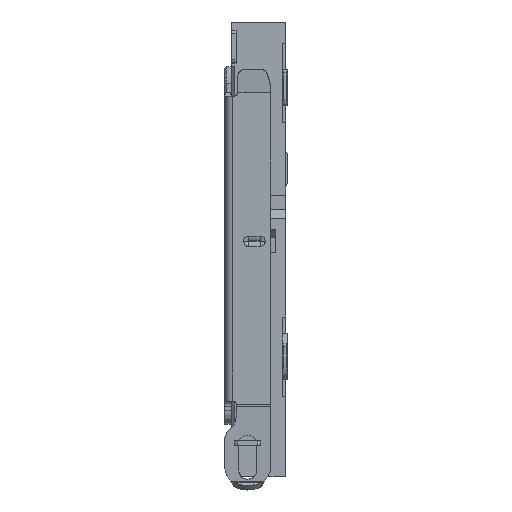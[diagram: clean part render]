
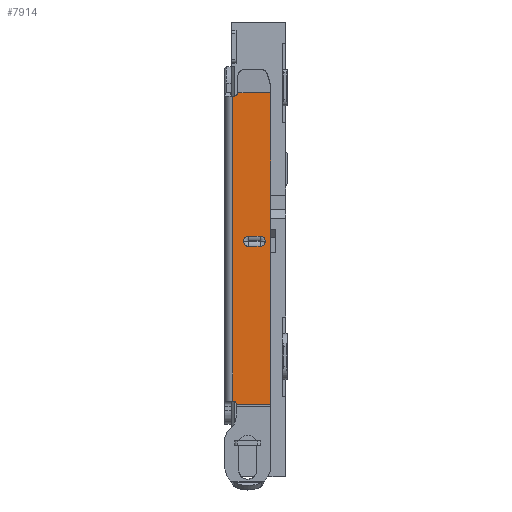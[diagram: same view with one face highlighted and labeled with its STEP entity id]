
A CAD part, left-side view. The second image highlights one B-rep face of the part: STEP entity #7914.
In plain terms, the highlighted planar face has unit normal (-1, 0, 0).
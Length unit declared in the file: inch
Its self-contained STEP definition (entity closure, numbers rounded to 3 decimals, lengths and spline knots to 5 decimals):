
#63 = AXIS2_PLACEMENT_3D ( 'NONE', #1827, #14474, #161 ) ;
#161 = DIRECTION ( 'NONE',  ( 0., 1., 0. ) ) ;
#171 = EDGE_LOOP ( 'NONE', ( #11131, #4435, #31321, #21770, #24118, #24550 ) ) ;
#269 = VERTEX_POINT ( 'NONE', #29372 ) ;
#380 = VECTOR ( 'NONE', #17252, 39.37008 ) ;
#649 = EDGE_CURVE ( 'NONE', #31961, #36717, #10871, .T. ) ;
#895 = VECTOR ( 'NONE', #12410, 39.37008 ) ;
#1494 = CIRCLE ( 'NONE', #26624, 0.00512 ) ;
#1669 = CARTESIAN_POINT ( 'NONE',  ( -0.26693, -0.31995, 0.01765 ) ) ;
#1756 = VERTEX_POINT ( 'NONE', #20170 ) ;
#1827 = CARTESIAN_POINT ( 'NONE',  ( -0.26693, -0.30518, -0.25006 ) ) ;
#2633 = PLANE ( 'NONE',  #63 ) ;
#2699 = EDGE_CURVE ( 'NONE', #19723, #20390, #13743, .T. ) ;
#3082 = CARTESIAN_POINT ( 'NONE',  ( -0.26693, -0.30617, 0.01148 ) ) ;
#3187 = ORIENTED_EDGE ( 'NONE', *, *, #649, .F. ) ;
#3252 = VERTEX_POINT ( 'NONE', #3082 ) ;
#3499 = DIRECTION ( 'NONE',  ( 0., 1., 0. ) ) ;
#4022 = CARTESIAN_POINT ( 'NONE',  ( -0.26693, -0.31995, 0.01765 ) ) ;
#4250 = CARTESIAN_POINT ( 'NONE',  ( -0.26693, -0.33274, 0.19482 ) ) ;
#4435 = ORIENTED_EDGE ( 'NONE', *, *, #30021, .T. ) ;
#4597 = CARTESIAN_POINT ( 'NONE',  ( -0.26693, -0.28746, -0.17329 ) ) ;
#5151 = DIRECTION ( 'NONE',  ( 0., 1., 0. ) ) ;
#5547 = CARTESIAN_POINT ( 'NONE',  ( -0.26693, -0.28746, -0.17723 ) ) ;
#5561 = VERTEX_POINT ( 'NONE', #17437 ) ;
#5840 = ORIENTED_EDGE ( 'NONE', *, *, #12783, .F. ) ;
#6386 = LINE ( 'NONE', #19237, #7397 ) ;
#6657 = EDGE_CURVE ( 'NONE', #1756, #31961, #21072, .T. ) ;
#7321 = DIRECTION ( 'NONE',  ( 1., 0., 0. ) ) ;
#7397 = VECTOR ( 'NONE', #3499, 39.37008 ) ;
#7722 = DIRECTION ( 'NONE',  ( 0., 1., 0. ) ) ;
#7872 = ORIENTED_EDGE ( 'NONE', *, *, #39657, .F. ) ;
#7914 = ADVANCED_FACE ( 'NONE', ( #40534, #30213 ), #2633, .T. ) ;
#7982 = CARTESIAN_POINT ( 'NONE',  ( -0.26693, -0.33274, -0.17723 ) ) ;
#8230 = VERTEX_POINT ( 'NONE', #38577 ) ;
#8244 = DIRECTION ( 'NONE',  ( 0., 0., 1. ) ) ;
#9172 = EDGE_CURVE ( 'NONE', #34916, #11830, #1494, .T. ) ;
#9508 = EDGE_CURVE ( 'NONE', #34916, #269, #25083, .T. ) ;
#9673 = EDGE_CURVE ( 'NONE', #20390, #37085, #14097, .T. ) ;
#10411 = DIRECTION ( 'NONE',  ( 1., 0., 0. ) ) ;
#10777 = AXIS2_PLACEMENT_3D ( 'NONE', #1669, #14312, #26926 ) ;
#10871 = LINE ( 'NONE', #4250, #25508 ) ;
#11131 = ORIENTED_EDGE ( 'NONE', *, *, #39318, .F. ) ;
#11725 = EDGE_CURVE ( 'NONE', #17966, #8230, #24480, .T. ) ;
#11830 = VERTEX_POINT ( 'NONE', #21180 ) ;
#12071 = VECTOR ( 'NONE', #31903, 39.37008 ) ;
#12410 = DIRECTION ( 'NONE',  ( 0., 1., 0. ) ) ;
#12783 = EDGE_CURVE ( 'NONE', #269, #1756, #22655, .T. ) ;
#12915 = CARTESIAN_POINT ( 'NONE',  ( -0.26693, -0.29337, 0.19497 ) ) ;
#13743 = CIRCLE ( 'NONE', #15062, 0.00617 ) ;
#14061 = ORIENTED_EDGE ( 'NONE', *, *, #28976, .F. ) ;
#14097 = CIRCLE ( 'NONE', #10777, 0.00617 ) ;
#14312 = DIRECTION ( 'NONE',  ( 1., 0., 0. ) ) ;
#14474 = DIRECTION ( 'NONE',  ( -1., 0., 0. ) ) ;
#14594 = EDGE_CURVE ( 'NONE', #11830, #20820, #27941, .T. ) ;
#15062 = AXIS2_PLACEMENT_3D ( 'NONE', #4022, #19757, #29505 ) ;
#15833 = LINE ( 'NONE', #19128, #39139 ) ;
#16240 = CARTESIAN_POINT ( 'NONE',  ( -0.26693, -0.29337, 0.19487 ) ) ;
#16667 = CARTESIAN_POINT ( 'NONE',  ( -0.26693, -0.28825, 0.196 ) ) ;
#17252 = DIRECTION ( 'NONE',  ( 0., 0., 1. ) ) ;
#17298 = DIRECTION ( 'NONE',  ( 0., 0., -1. ) ) ;
#17437 = CARTESIAN_POINT ( 'NONE',  ( -0.26693, -0.2914, -0.17723 ) ) ;
#17453 = DIRECTION ( 'NONE',  ( 0., 1., 0. ) ) ;
#17591 = DIRECTION ( 'NONE',  ( 1., 0., 0. ) ) ;
#17966 = VERTEX_POINT ( 'NONE', #24864 ) ;
#18028 = ORIENTED_EDGE ( 'NONE', *, *, #9172, .T. ) ;
#18070 = CARTESIAN_POINT ( 'NONE',  ( -0.26693, -0.32612, 0.01765 ) ) ;
#18627 = VECTOR ( 'NONE', #30786, 39.37008 ) ;
#18944 = CIRCLE ( 'NONE', #19627, 0.00617 ) ;
#19014 = CARTESIAN_POINT ( 'NONE',  ( -0.26693, -0.31995, 0.02383 ) ) ;
#19128 = CARTESIAN_POINT ( 'NONE',  ( -0.26693, -0.30617, 0.01148 ) ) ;
#19237 = CARTESIAN_POINT ( 'NONE',  ( -0.26693, -0.33274, -0.17723 ) ) ;
#19563 = ORIENTED_EDGE ( 'NONE', *, *, #14594, .T. ) ;
#19627 = AXIS2_PLACEMENT_3D ( 'NONE', #30043, #33515, #5151 ) ;
#19723 = VERTEX_POINT ( 'NONE', #19014 ) ;
#19757 = DIRECTION ( 'NONE',  ( 1., 0., 0. ) ) ;
#20170 = CARTESIAN_POINT ( 'NONE',  ( -0.26693, -0.29337, 0.19482 ) ) ;
#20390 = VERTEX_POINT ( 'NONE', #18070 ) ;
#20820 = VERTEX_POINT ( 'NONE', #23994 ) ;
#21072 = LINE ( 'NONE', #24781, #18627 ) ;
#21180 = CARTESIAN_POINT ( 'NONE',  ( -0.26693, -0.28825, 0.19088 ) ) ;
#21638 = DIRECTION ( 'NONE',  ( 0., -1., 0. ) ) ;
#21770 = ORIENTED_EDGE ( 'NONE', *, *, #30794, .F. ) ;
#21851 = ORIENTED_EDGE ( 'NONE', *, *, #9508, .F. ) ;
#22655 = B_SPLINE_CURVE_WITH_KNOTS ( 'NONE', 3,
 ( #12915, #25546, #16240, #38163 ),
 .UNSPECIFIED., .F., .F.,
 ( 4, 4 ),
 ( 0., 1. ),
 .UNSPECIFIED. ) ;
#22874 = VERTEX_POINT ( 'NONE', #26565 ) ;
#23859 = LINE ( 'NONE', #33156, #25616 ) ;
#23994 = CARTESIAN_POINT ( 'NONE',  ( -0.26693, -0.28746, 0.19088 ) ) ;
#24099 = CARTESIAN_POINT ( 'NONE',  ( -0.26693, -0.31995, 0.01148 ) ) ;
#24118 = ORIENTED_EDGE ( 'NONE', *, *, #2699, .T. ) ;
#24480 = CIRCLE ( 'NONE', #33074, 0.00617 ) ;
#24550 = ORIENTED_EDGE ( 'NONE', *, *, #9673, .T. ) ;
#24781 = CARTESIAN_POINT ( 'NONE',  ( -0.26693, -0.29337, 0.19482 ) ) ;
#24864 = CARTESIAN_POINT ( 'NONE',  ( -0.26693, -0.29999, 0.01765 ) ) ;
#25083 = LINE ( 'NONE', #35006, #12071 ) ;
#25508 = VECTOR ( 'NONE', #17298, 39.37008 ) ;
#25546 = CARTESIAN_POINT ( 'NONE',  ( -0.26693, -0.29337, 0.19492 ) ) ;
#25616 = VECTOR ( 'NONE', #17453, 39.37008 ) ;
#26565 = CARTESIAN_POINT ( 'NONE',  ( -0.26693, -0.28746, -0.17329 ) ) ;
#26624 = AXIS2_PLACEMENT_3D ( 'NONE', #16667, #7321, #29495 ) ;
#26926 = DIRECTION ( 'NONE',  ( 0., -1., 0. ) ) ;
#27941 = LINE ( 'NONE', #31045, #895 ) ;
#28115 = ORIENTED_EDGE ( 'NONE', *, *, #37483, .T. ) ;
#28976 = EDGE_CURVE ( 'NONE', #22874, #20820, #32954, .T. ) ;
#29372 = CARTESIAN_POINT ( 'NONE',  ( -0.26693, -0.29337, 0.19497 ) ) ;
#29495 = DIRECTION ( 'NONE',  ( 0., -1., 0. ) ) ;
#29505 = DIRECTION ( 'NONE',  ( 0., -1., 0. ) ) ;
#29902 = CARTESIAN_POINT ( 'NONE',  ( -0.26693, -0.30617, 0.01765 ) ) ;
#30021 = EDGE_CURVE ( 'NONE', #3252, #17966, #18944, .T. ) ;
#30043 = CARTESIAN_POINT ( 'NONE',  ( -0.26693, -0.30617, 0.01765 ) ) ;
#30213 = FACE_BOUND ( 'NONE', #171, .T. ) ;
#30786 = DIRECTION ( 'NONE',  ( 0., -1., 0. ) ) ;
#30794 = EDGE_CURVE ( 'NONE', #19723, #8230, #23859, .T. ) ;
#31045 = CARTESIAN_POINT ( 'NONE',  ( -0.26693, -0.28825, 0.19088 ) ) ;
#31321 = ORIENTED_EDGE ( 'NONE', *, *, #11725, .T. ) ;
#31728 = CARTESIAN_POINT ( 'NONE',  ( -0.26693, -0.33274, 0.19482 ) ) ;
#31903 = DIRECTION ( 'NONE',  ( 0., 0., -1. ) ) ;
#31961 = VERTEX_POINT ( 'NONE', #31728 ) ;
#32125 = CARTESIAN_POINT ( 'NONE',  ( -0.26693, -0.29337, 0.196 ) ) ;
#32954 = LINE ( 'NONE', #4597, #380 ) ;
#33074 = AXIS2_PLACEMENT_3D ( 'NONE', #29902, #10411, #7722 ) ;
#33156 = CARTESIAN_POINT ( 'NONE',  ( -0.26693, -0.31995, 0.02383 ) ) ;
#33515 = DIRECTION ( 'NONE',  ( 1., 0., 0. ) ) ;
#34916 = VERTEX_POINT ( 'NONE', #32125 ) ;
#35006 = CARTESIAN_POINT ( 'NONE',  ( -0.26693, -0.29337, 0.19482 ) ) ;
#35711 = CIRCLE ( 'NONE', #40997, 0.00394 ) ;
#36717 = VERTEX_POINT ( 'NONE', #7982 ) ;
#37085 = VERTEX_POINT ( 'NONE', #24099 ) ;
#37483 = EDGE_CURVE ( 'NONE', #22874, #5561, #35711, .T. ) ;
#38163 = CARTESIAN_POINT ( 'NONE',  ( -0.26693, -0.29337, 0.19482 ) ) ;
#38577 = CARTESIAN_POINT ( 'NONE',  ( -0.26693, -0.30617, 0.02383 ) ) ;
#39139 = VECTOR ( 'NONE', #21638, 39.37008 ) ;
#39318 = EDGE_CURVE ( 'NONE', #3252, #37085, #15833, .T. ) ;
#39657 = EDGE_CURVE ( 'NONE', #36717, #5561, #6386, .T. ) ;
#40290 = ORIENTED_EDGE ( 'NONE', *, *, #6657, .F. ) ;
#40394 = EDGE_LOOP ( 'NONE', ( #14061, #28115, #7872, #3187, #40290, #5840, #21851, #18028, #19563 ) ) ;
#40534 = FACE_OUTER_BOUND ( 'NONE', #40394, .T. ) ;
#40997 = AXIS2_PLACEMENT_3D ( 'NONE', #5547, #17591, #8244 ) ;
